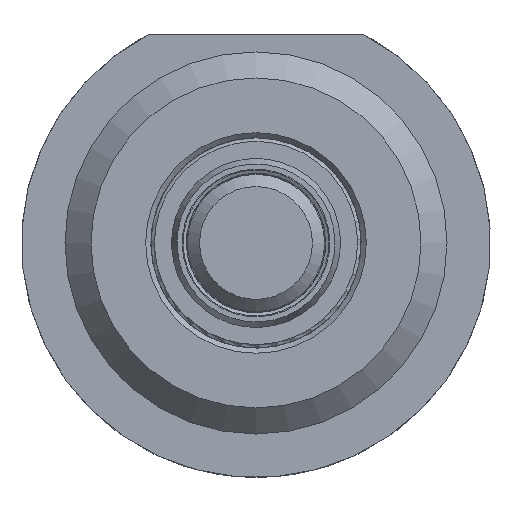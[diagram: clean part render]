
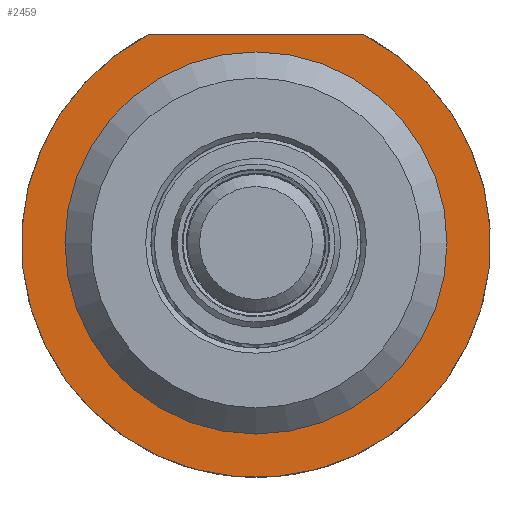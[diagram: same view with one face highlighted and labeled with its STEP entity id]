
A CAD part, front view. The second image highlights one B-rep face of the part: STEP entity #2459.
In plain terms, the highlighted planar face has unit normal (0, -1, 0).
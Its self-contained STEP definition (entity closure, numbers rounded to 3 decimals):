
#2143=CARTESIAN_POINT('',(-6.185,-56.25,12.));
#2144=VERTEX_POINT('',#2143);
#2145=CARTESIAN_POINT('',(6.185,-56.25,12.));
#2146=VERTEX_POINT('',#2145);
#2147=CARTESIAN_POINT('',(-6.185,-56.25,12.));
#2148=DIRECTION('',(1.0,0.0,0.0));
#2149=VECTOR('',#2148,12.369);
#2150=LINE('',#2147,#2149);
#2151=EDGE_CURVE('',#2144,#2146,#2150,.T.);
#2395=CARTESIAN_POINT('',(0.,-56.25,11.));
#2396=VERTEX_POINT('',#2395);
#2397=CARTESIAN_POINT('',(0.,-56.25,0.));
#2398=DIRECTION('',(0.0,1.0,0.0));
#2399=DIRECTION('',(0.0,0.0,1.0));
#2400=AXIS2_PLACEMENT_3D('',#2397,#2398,#2399);
#2401=CIRCLE('',#2400,11.0);
#2402=EDGE_CURVE('',#2396,#2396,#2401,.T.);
#2434=CARTESIAN_POINT('',(0.,-56.25,0.));
#2435=DIRECTION('',(0.0,1.0,0.0));
#2436=DIRECTION('',(-0.458,0.0,0.889));
#2437=AXIS2_PLACEMENT_3D('',#2434,#2435,#2436);
#2438=CIRCLE('',#2437,13.5);
#2439=EDGE_CURVE('',#2146,#2144,#2438,.T.);
#2447=CARTESIAN_POINT('',(0.,-56.25,0.934));
#2448=DIRECTION('',(0.0,-1.0,0.0));
#2449=DIRECTION('',(0.0,0.0,-1.0));
#2450=AXIS2_PLACEMENT_3D('',#2447,#2448,#2449);
#2451=PLANE('',#2450);
#2452=ORIENTED_EDGE('',*,*,#2151,.F.);
#2453=ORIENTED_EDGE('',*,*,#2439,.F.);
#2454=EDGE_LOOP('',(#2452,#2453));
#2455=FACE_OUTER_BOUND('',#2454,.T.);
#2456=ORIENTED_EDGE('',*,*,#2402,.T.);
#2457=EDGE_LOOP('',(#2456));
#2458=FACE_BOUND('',#2457,.T.);
#2459=ADVANCED_FACE('',(#2455,#2458),#2451,.T.);
